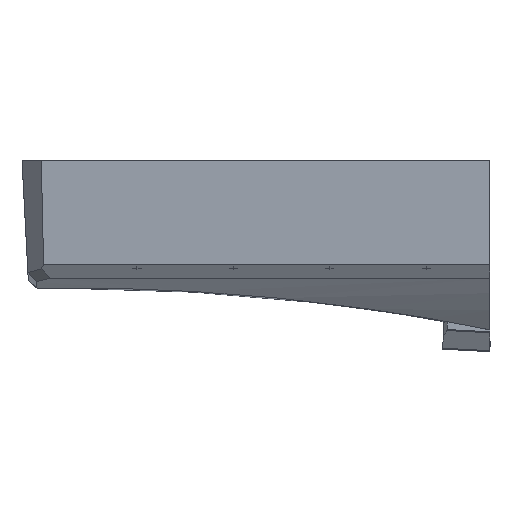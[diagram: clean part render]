
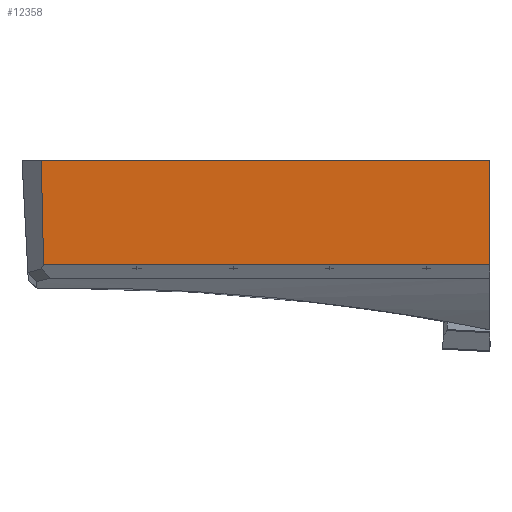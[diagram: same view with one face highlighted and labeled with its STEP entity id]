
A CAD part, top view. The second image highlights one B-rep face of the part: STEP entity #12358.
In plain terms, the highlighted planar face has unit normal (0, -0.052, 0.999).
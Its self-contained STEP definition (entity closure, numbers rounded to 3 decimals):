
#1043 = EDGE_CURVE ( 'NONE', #7379, #4786, #7263, .T. ) ;
#1312 = EDGE_CURVE ( 'NONE', #6813, #7379, #5803, .T. ) ;
#1347 = DIRECTION ( 'NONE',  ( -0.022, 0.998, 0.052 ) ) ;
#2535 = EDGE_LOOP ( 'NONE', ( #7822, #8414, #4359, #11300 ) ) ;
#2975 = EDGE_CURVE ( 'NONE', #6778, #6813, #9536, .T. ) ;
#3120 = AXIS2_PLACEMENT_3D ( 'NONE', #9150, #7219, #11314 ) ;
#3402 = VECTOR ( 'NONE', #1347, 1000. ) ;
#3445 = DIRECTION ( 'NONE',  ( 1., 0., 0. ) ) ;
#3667 = EDGE_CURVE ( 'NONE', #6778, #4786, #7459, .T. ) ;
#4236 = DIRECTION ( 'NONE',  ( -1., 0., 0. ) ) ;
#4359 = ORIENTED_EDGE ( 'NONE', *, *, #1043, .T. ) ;
#4519 = CARTESIAN_POINT ( 'NONE',  ( -324.018, 20.571, 97.047 ) ) ;
#4696 = DIRECTION ( 'NONE',  ( 0., 0.999, 0.052 ) ) ;
#4786 = VERTEX_POINT ( 'NONE', #9125 ) ;
#5803 = LINE ( 'NONE', #9821, #6361 ) ;
#5861 = CARTESIAN_POINT ( 'NONE',  ( -202.768, 20.571, 97.047 ) ) ;
#6128 = VECTOR ( 'NONE', #4236, 1000. ) ;
#6361 = VECTOR ( 'NONE', #4696, 1000. ) ;
#6778 = VERTEX_POINT ( 'NONE', #8098 ) ;
#6813 = VERTEX_POINT ( 'NONE', #5861 ) ;
#7000 = CARTESIAN_POINT ( 'NONE',  ( -319.018, 47.66, 98.466 ) ) ;
#7219 = DIRECTION ( 'NONE',  ( 0., -0.052, 0.999 ) ) ;
#7263 = LINE ( 'NONE', #7000, #6128 ) ;
#7379 = VERTEX_POINT ( 'NONE', #9000 ) ;
#7459 = LINE ( 'NONE', #11119, #3402 ) ;
#7822 = ORIENTED_EDGE ( 'NONE', *, *, #2975, .T. ) ;
#8098 = CARTESIAN_POINT ( 'NONE',  ( -318.43, 20.571, 97.047 ) ) ;
#8414 = ORIENTED_EDGE ( 'NONE', *, *, #1312, .T. ) ;
#9000 = CARTESIAN_POINT ( 'NONE',  ( -202.768, 47.66, 98.466 ) ) ;
#9125 = CARTESIAN_POINT ( 'NONE',  ( -319.018, 47.66, 98.466 ) ) ;
#9150 = CARTESIAN_POINT ( 'NONE',  ( -319.018, 47.66, 98.466 ) ) ;
#9212 = PLANE ( 'NONE',  #3120 ) ;
#9536 = LINE ( 'NONE', #4519, #10854 ) ;
#9821 = CARTESIAN_POINT ( 'NONE',  ( -202.768, -173.84, 86.858 ) ) ;
#10269 = FACE_OUTER_BOUND ( 'NONE', #2535, .T. ) ;
#10854 = VECTOR ( 'NONE', #3445, 1000. ) ;
#11119 = CARTESIAN_POINT ( 'NONE',  ( -319.018, 47.66, 98.466 ) ) ;
#11300 = ORIENTED_EDGE ( 'NONE', *, *, #3667, .F. ) ;
#11314 = DIRECTION ( 'NONE',  ( 0., 0.999, 0.052 ) ) ;
#12358 = ADVANCED_FACE ( 'NONE', ( #10269 ), #9212, .T. ) ;
